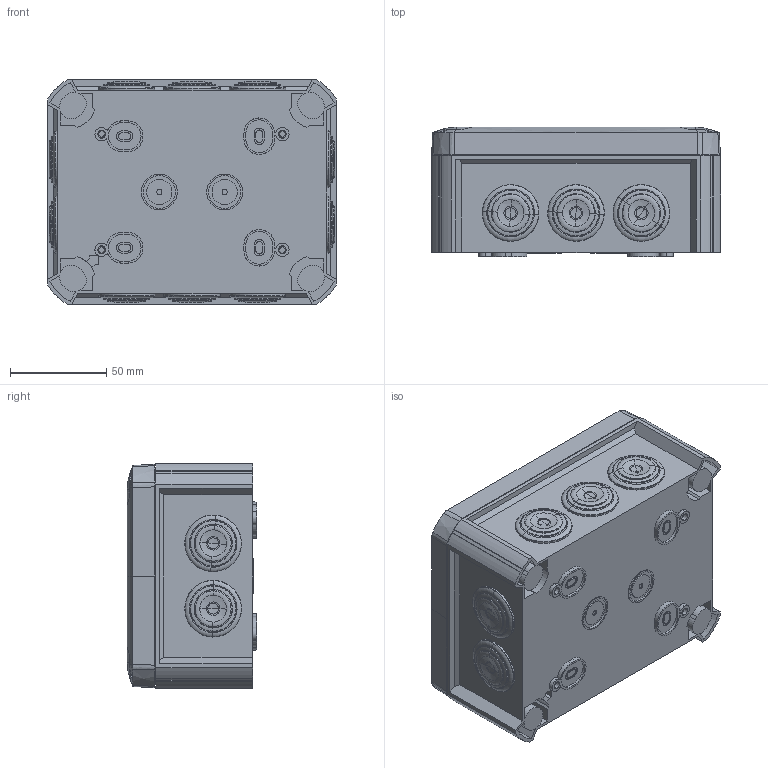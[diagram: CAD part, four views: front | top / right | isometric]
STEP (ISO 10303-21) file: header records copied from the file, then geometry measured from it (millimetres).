
FILE_DESCRIPTION (( 'STEP AP214' ), '1' );
FILE_NAME ('2007347.STEP', '2026-01-22T10:34:17', ( '' ), ( '' ), 'SwSTEP 2.0', 'SolidWorks 2024', '' );
FILE_SCHEMA (( 'AUTOMOTIVE_DESIGN' ));
Length unit declared in the file: millimetre
Products named in the file (8): 158111; 2007347; ED950_WKZ-Injection mold 6236; 0068977_LGR; 158112_36550515T1 IP66 RAL7035; 157771_01T100-IP66-VDE; 117658_02.0 M25-Einführungen WKZ3969; 192771_36550515 IP66 RAL7035
Assembly tree (19 placements, depth 4):
  2007347
    117658_02.0 M25-Einführungen WKZ3969
    192771_36550515 IP66 RAL7035
      158112_36550515T1 IP66 RAL7035
        157771_01T100-IP66-VDE
        158111
      ED950_WKZ-Injection mold 6236  x4
    0068977_LGR  x10
Bounding box: 150.6 x 67.35 x 116.6 mm (x, y, z)
Volume: 195852.6 mm3; surface area: 227258.9 mm2
Topology: 18 solids, 18 shells, 4024 faces, 9933 edges, 6018 vertices
Faces by surface type: plane 1086, cylinder 870, bspline 766, cone 638, torus 544, sphere 120
Entity records: 100159 total; most frequent: CARTESIAN_POINT 41114, ORIENTED_EDGE 13932, DIRECTION 10328, EDGE_CURVE 6966, VERTEX_POINT 4320, AXIS2_PLACEMENT_3D 3922, EDGE_LOOP 2814, FACE_OUTER_BOUND 2728
